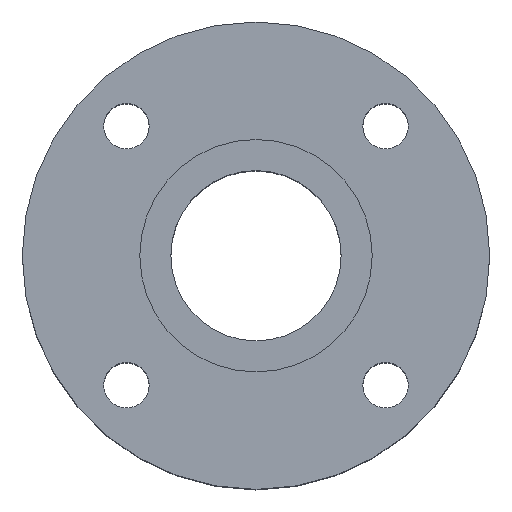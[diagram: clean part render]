
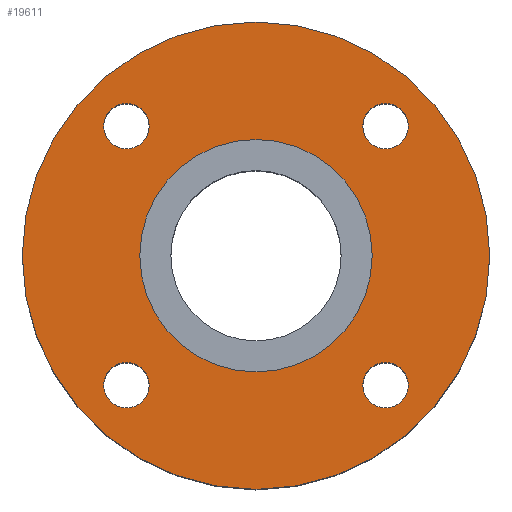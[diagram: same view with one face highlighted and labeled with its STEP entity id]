
A CAD part, top view. The second image highlights one B-rep face of the part: STEP entity #19611.
In plain terms, the highlighted planar face has unit normal (0, 0, 1).
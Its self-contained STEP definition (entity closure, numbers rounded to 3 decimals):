
#234 = ORIENTED_EDGE ( 'NONE', *, *, #5487, .F. ) ;
#286 = AXIS2_PLACEMENT_3D ( 'NONE', #2647, #19070, #28576 ) ;
#1016 = PLANE ( 'NONE',  #13918 ) ;
#1775 = VERTEX_POINT ( 'NONE', #4007 ) ;
#2184 = CIRCLE ( 'NONE', #8072, 9. ) ;
#2647 = CARTESIAN_POINT ( 'NONE',  ( 0., 0., -1.2 ) ) ;
#2848 = CARTESIAN_POINT ( 'NONE',  ( 60.265, -51.265, -1.2 ) ) ;
#3142 = ORIENTED_EDGE ( 'NONE', *, *, #27975, .F. ) ;
#3146 = EDGE_LOOP ( 'NONE', ( #7272, #15230 ) ) ;
#4007 = CARTESIAN_POINT ( 'NONE',  ( -92.5, 0., -1.2 ) ) ;
#4093 = ORIENTED_EDGE ( 'NONE', *, *, #29867, .F. ) ;
#4343 = CARTESIAN_POINT ( 'NONE',  ( -51.265, -51.265, -1.2 ) ) ;
#4409 = VERTEX_POINT ( 'NONE', #7792 ) ;
#4463 = DIRECTION ( 'NONE',  ( 0., 0., 1. ) ) ;
#4492 = DIRECTION ( 'NONE',  ( 0., 0., 1. ) ) ;
#4636 = DIRECTION ( 'NONE',  ( 0., 0., 1. ) ) ;
#4798 = AXIS2_PLACEMENT_3D ( 'NONE', #8175, #5858, #8021 ) ;
#4821 = EDGE_CURVE ( 'NONE', #11217, #5131, #26729, .T. ) ;
#4872 = FACE_BOUND ( 'NONE', #8943, .T. ) ;
#5016 = AXIS2_PLACEMENT_3D ( 'NONE', #16877, #29130, #26528 ) ;
#5131 = VERTEX_POINT ( 'NONE', #9989 ) ;
#5221 = ORIENTED_EDGE ( 'NONE', *, *, #17003, .F. ) ;
#5412 = DIRECTION ( 'NONE',  ( 0., 0., 1. ) ) ;
#5487 = EDGE_CURVE ( 'NONE', #17975, #29727, #13826, .T. ) ;
#5656 = AXIS2_PLACEMENT_3D ( 'NONE', #11044, #20397, #7040 ) ;
#5858 = DIRECTION ( 'NONE',  ( 0., 0., 1. ) ) ;
#6177 = CIRCLE ( 'NONE', #30164, 9. ) ;
#7040 = DIRECTION ( 'NONE',  ( 0., -1., 0. ) ) ;
#7225 = ORIENTED_EDGE ( 'NONE', *, *, #24044, .F. ) ;
#7253 = EDGE_CURVE ( 'NONE', #5131, #11217, #7968, .T. ) ;
#7272 = ORIENTED_EDGE ( 'NONE', *, *, #4821, .F. ) ;
#7696 = EDGE_LOOP ( 'NONE', ( #7225, #8523 ) ) ;
#7792 = CARTESIAN_POINT ( 'NONE',  ( -42.265, 51.265, -1.2 ) ) ;
#7968 = CIRCLE ( 'NONE', #25605, 46. ) ;
#8021 = DIRECTION ( 'NONE',  ( 0., 1., 0. ) ) ;
#8072 = AXIS2_PLACEMENT_3D ( 'NONE', #4343, #4492, #11398 ) ;
#8175 = CARTESIAN_POINT ( 'NONE',  ( -51.265, 51.265, -1.2 ) ) ;
#8523 = ORIENTED_EDGE ( 'NONE', *, *, #29070, .F. ) ;
#8943 = EDGE_LOOP ( 'NONE', ( #4093, #5221 ) ) ;
#9395 = DIRECTION ( 'NONE',  ( 1., 0., 0. ) ) ;
#9637 = FACE_BOUND ( 'NONE', #18640, .T. ) ;
#9989 = CARTESIAN_POINT ( 'NONE',  ( -46., 0., -1.2 ) ) ;
#10053 = AXIS2_PLACEMENT_3D ( 'NONE', #29923, #13973, #18274 ) ;
#10315 = CARTESIAN_POINT ( 'NONE',  ( -60.265, 51.265, -1.2 ) ) ;
#10490 = CARTESIAN_POINT ( 'NONE',  ( 0., 0., -1.2 ) ) ;
#11044 = CARTESIAN_POINT ( 'NONE',  ( 51.265, -51.265, -1.2 ) ) ;
#11217 = VERTEX_POINT ( 'NONE', #22719 ) ;
#11376 = CARTESIAN_POINT ( 'NONE',  ( -42.265, -51.265, -1.2 ) ) ;
#11398 = DIRECTION ( 'NONE',  ( -1., 0., 0. ) ) ;
#12205 = CIRCLE ( 'NONE', #15624, 9. ) ;
#12271 = DIRECTION ( 'NONE',  ( 0., 0., 1. ) ) ;
#12355 = AXIS2_PLACEMENT_3D ( 'NONE', #25231, #18483, #21220 ) ;
#12576 = DIRECTION ( 'NONE',  ( 1., 0., 0. ) ) ;
#13120 = VERTEX_POINT ( 'NONE', #25700 ) ;
#13499 = EDGE_LOOP ( 'NONE', ( #29787, #17227 ) ) ;
#13826 = CIRCLE ( 'NONE', #12355, 9. ) ;
#13918 = AXIS2_PLACEMENT_3D ( 'NONE', #26637, #24791, #15445 ) ;
#13973 = DIRECTION ( 'NONE',  ( 0., 0., 1. ) ) ;
#14144 = CARTESIAN_POINT ( 'NONE',  ( 51.265, 51.265, -1.2 ) ) ;
#14639 = EDGE_CURVE ( 'NONE', #20185, #4409, #18250, .T. ) ;
#15230 = ORIENTED_EDGE ( 'NONE', *, *, #7253, .F. ) ;
#15445 = DIRECTION ( 'NONE',  ( -1., 0., 0. ) ) ;
#15624 = AXIS2_PLACEMENT_3D ( 'NONE', #16126, #4463, #25472 ) ;
#15705 = CARTESIAN_POINT ( 'NONE',  ( 42.265, -51.265, -1.2 ) ) ;
#16126 = CARTESIAN_POINT ( 'NONE',  ( -51.265, -51.265, -1.2 ) ) ;
#16213 = DIRECTION ( 'NONE',  ( 1., 0., 0. ) ) ;
#16586 = VERTEX_POINT ( 'NONE', #16998 ) ;
#16605 = CIRCLE ( 'NONE', #27855, 92.5 ) ;
#16816 = VERTEX_POINT ( 'NONE', #26440 ) ;
#16877 = CARTESIAN_POINT ( 'NONE',  ( -51.265, 51.265, -1.2 ) ) ;
#16998 = CARTESIAN_POINT ( 'NONE',  ( 42.265, 51.265, -1.2 ) ) ;
#17003 = EDGE_CURVE ( 'NONE', #13120, #20296, #2184, .T. ) ;
#17227 = ORIENTED_EDGE ( 'NONE', *, *, #22539, .T. ) ;
#17395 = CIRCLE ( 'NONE', #10053, 92.5 ) ;
#17415 = CIRCLE ( 'NONE', #5656, 9. ) ;
#17547 = EDGE_LOOP ( 'NONE', ( #26088, #234 ) ) ;
#17975 = VERTEX_POINT ( 'NONE', #15705 ) ;
#18250 = CIRCLE ( 'NONE', #5016, 9. ) ;
#18274 = DIRECTION ( 'NONE',  ( 1., 0., 0. ) ) ;
#18483 = DIRECTION ( 'NONE',  ( 0., 0., 1. ) ) ;
#18640 = EDGE_LOOP ( 'NONE', ( #3142, #29702 ) ) ;
#18661 = CARTESIAN_POINT ( 'NONE',  ( 60.265, 51.265, -1.2 ) ) ;
#18981 = FACE_BOUND ( 'NONE', #3146, .T. ) ;
#19070 = DIRECTION ( 'NONE',  ( 0., 0., 1. ) ) ;
#19123 = FACE_BOUND ( 'NONE', #7696, .T. ) ;
#19611 = ADVANCED_FACE ( 'NONE', ( #25890, #4872, #9637, #19123, #18981, #28482 ), #1016, .F. ) ;
#20185 = VERTEX_POINT ( 'NONE', #10315 ) ;
#20296 = VERTEX_POINT ( 'NONE', #11376 ) ;
#20397 = DIRECTION ( 'NONE',  ( 0., 0., 1. ) ) ;
#20500 = CIRCLE ( 'NONE', #24396, 9. ) ;
#21220 = DIRECTION ( 'NONE',  ( 0., -1., 0. ) ) ;
#21677 = DIRECTION ( 'NONE',  ( 1., 0., 0. ) ) ;
#22413 = CIRCLE ( 'NONE', #4798, 9. ) ;
#22539 = EDGE_CURVE ( 'NONE', #1775, #16816, #17395, .T. ) ;
#22719 = CARTESIAN_POINT ( 'NONE',  ( 46., 0., -1.2 ) ) ;
#23655 = EDGE_CURVE ( 'NONE', #29727, #17975, #17415, .T. ) ;
#24044 = EDGE_CURVE ( 'NONE', #27638, #16586, #6177, .T. ) ;
#24396 = AXIS2_PLACEMENT_3D ( 'NONE', #14144, #4636, #9395 ) ;
#24791 = DIRECTION ( 'NONE',  ( 0., 0., -1. ) ) ;
#25231 = CARTESIAN_POINT ( 'NONE',  ( 51.265, -51.265, -1.2 ) ) ;
#25472 = DIRECTION ( 'NONE',  ( -1., 0., 0. ) ) ;
#25605 = AXIS2_PLACEMENT_3D ( 'NONE', #10490, #5412, #21677 ) ;
#25700 = CARTESIAN_POINT ( 'NONE',  ( -60.265, -51.265, -1.2 ) ) ;
#25890 = FACE_BOUND ( 'NONE', #17547, .T. ) ;
#26079 = CARTESIAN_POINT ( 'NONE',  ( 0., 0., -1.2 ) ) ;
#26088 = ORIENTED_EDGE ( 'NONE', *, *, #23655, .F. ) ;
#26440 = CARTESIAN_POINT ( 'NONE',  ( 92.5, 0., -1.2 ) ) ;
#26528 = DIRECTION ( 'NONE',  ( 0., 1., 0. ) ) ;
#26637 = CARTESIAN_POINT ( 'NONE',  ( 0., 46., -1.2 ) ) ;
#26729 = CIRCLE ( 'NONE', #286, 46. ) ;
#27638 = VERTEX_POINT ( 'NONE', #18661 ) ;
#27855 = AXIS2_PLACEMENT_3D ( 'NONE', #26079, #12271, #12576 ) ;
#27975 = EDGE_CURVE ( 'NONE', #4409, #20185, #22413, .T. ) ;
#28003 = DIRECTION ( 'NONE',  ( 0., 0., 1. ) ) ;
#28482 = FACE_OUTER_BOUND ( 'NONE', #13499, .T. ) ;
#28576 = DIRECTION ( 'NONE',  ( 1., 0., 0. ) ) ;
#29070 = EDGE_CURVE ( 'NONE', #16586, #27638, #20500, .T. ) ;
#29130 = DIRECTION ( 'NONE',  ( 0., 0., 1. ) ) ;
#29702 = ORIENTED_EDGE ( 'NONE', *, *, #14639, .F. ) ;
#29727 = VERTEX_POINT ( 'NONE', #2848 ) ;
#29787 = ORIENTED_EDGE ( 'NONE', *, *, #30133, .T. ) ;
#29867 = EDGE_CURVE ( 'NONE', #20296, #13120, #12205, .T. ) ;
#29923 = CARTESIAN_POINT ( 'NONE',  ( 0., 0., -1.2 ) ) ;
#30133 = EDGE_CURVE ( 'NONE', #16816, #1775, #16605, .T. ) ;
#30158 = CARTESIAN_POINT ( 'NONE',  ( 51.265, 51.265, -1.2 ) ) ;
#30164 = AXIS2_PLACEMENT_3D ( 'NONE', #30158, #28003, #16213 ) ;
